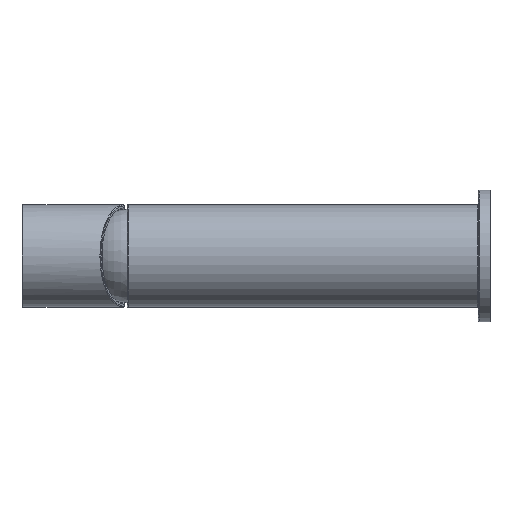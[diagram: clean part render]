
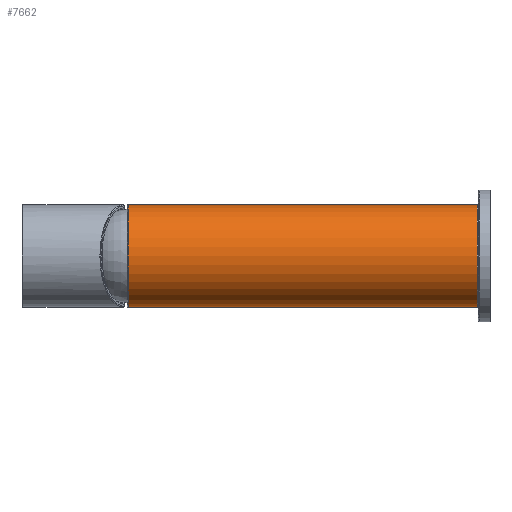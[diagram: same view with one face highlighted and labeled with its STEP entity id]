
A CAD part, left-side view. The second image highlights one B-rep face of the part: STEP entity #7662.
In plain terms, the highlighted cylindrical face has radius 17.5 mm (diameter 35 mm), a partial arc.
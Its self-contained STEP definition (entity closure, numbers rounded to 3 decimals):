
#773 = CIRCLE ( 'NONE', #4074, 17.5 ) ;
#937 = ORIENTED_EDGE ( 'NONE', *, *, #8743, .T. ) ;
#998 = EDGE_LOOP ( 'NONE', ( #7052, #937, #2736, #7239 ) ) ;
#1068 = DIRECTION ( 'NONE',  ( 0., 0., -1. ) ) ;
#1186 = CARTESIAN_POINT ( 'NONE',  ( 0., 0.3, 17.5 ) ) ;
#1627 = VERTEX_POINT ( 'NONE', #2625 ) ;
#1985 = DIRECTION ( 'NONE',  ( 0., -1., 0. ) ) ;
#2102 = CARTESIAN_POINT ( 'NONE',  ( 0., 119.7, 17.5 ) ) ;
#2387 = CYLINDRICAL_SURFACE ( 'NONE', #3780, 17.5 ) ;
#2625 = CARTESIAN_POINT ( 'NONE',  ( 0., 119.7, -17.5 ) ) ;
#2646 = CARTESIAN_POINT ( 'NONE',  ( 0., 119.7, 0. ) ) ;
#2736 = ORIENTED_EDGE ( 'NONE', *, *, #2750, .T. ) ;
#2750 = EDGE_CURVE ( 'NONE', #1627, #11033, #7928, .T. ) ;
#2766 = DIRECTION ( 'NONE',  ( 0., 0., 1. ) ) ;
#3305 = FACE_OUTER_BOUND ( 'NONE', #998, .T. ) ;
#3707 = DIRECTION ( 'NONE',  ( 0., -1., 0. ) ) ;
#3780 = AXIS2_PLACEMENT_3D ( 'NONE', #9361, #1985, #1068 ) ;
#4074 = AXIS2_PLACEMENT_3D ( 'NONE', #10229, #11059, #4509 ) ;
#4509 = DIRECTION ( 'NONE',  ( 0., 0., 1. ) ) ;
#5204 = CARTESIAN_POINT ( 'NONE',  ( 0., 0.3, -17.5 ) ) ;
#5624 = VERTEX_POINT ( 'NONE', #1186 ) ;
#5917 = VERTEX_POINT ( 'NONE', #2102 ) ;
#6116 = CARTESIAN_POINT ( 'NONE',  ( 0., 120., -17.5 ) ) ;
#6307 = DIRECTION ( 'NONE',  ( 0., -1., 0. ) ) ;
#6594 = CARTESIAN_POINT ( 'NONE',  ( 0., 120., 17.5 ) ) ;
#6771 = LINE ( 'NONE', #6594, #9032 ) ;
#7011 = EDGE_CURVE ( 'NONE', #11033, #5624, #773, .T. ) ;
#7052 = ORIENTED_EDGE ( 'NONE', *, *, #10775, .F. ) ;
#7132 = CIRCLE ( 'NONE', #11547, 17.5 ) ;
#7239 = ORIENTED_EDGE ( 'NONE', *, *, #7011, .T. ) ;
#7662 = ADVANCED_FACE ( 'NONE', ( #3305 ), #2387, .T. ) ;
#7928 = LINE ( 'NONE', #6116, #9151 ) ;
#8743 = EDGE_CURVE ( 'NONE', #5917, #1627, #7132, .T. ) ;
#9032 = VECTOR ( 'NONE', #3707, 1000. ) ;
#9151 = VECTOR ( 'NONE', #6307, 1000. ) ;
#9361 = CARTESIAN_POINT ( 'NONE',  ( 0., 120., 0. ) ) ;
#10092 = DIRECTION ( 'NONE',  ( 0., -1., 0. ) ) ;
#10229 = CARTESIAN_POINT ( 'NONE',  ( 0., 0.3, 0. ) ) ;
#10775 = EDGE_CURVE ( 'NONE', #5917, #5624, #6771, .T. ) ;
#11033 = VERTEX_POINT ( 'NONE', #5204 ) ;
#11059 = DIRECTION ( 'NONE',  ( 0., 1., 0. ) ) ;
#11547 = AXIS2_PLACEMENT_3D ( 'NONE', #2646, #10092, #2766 ) ;
